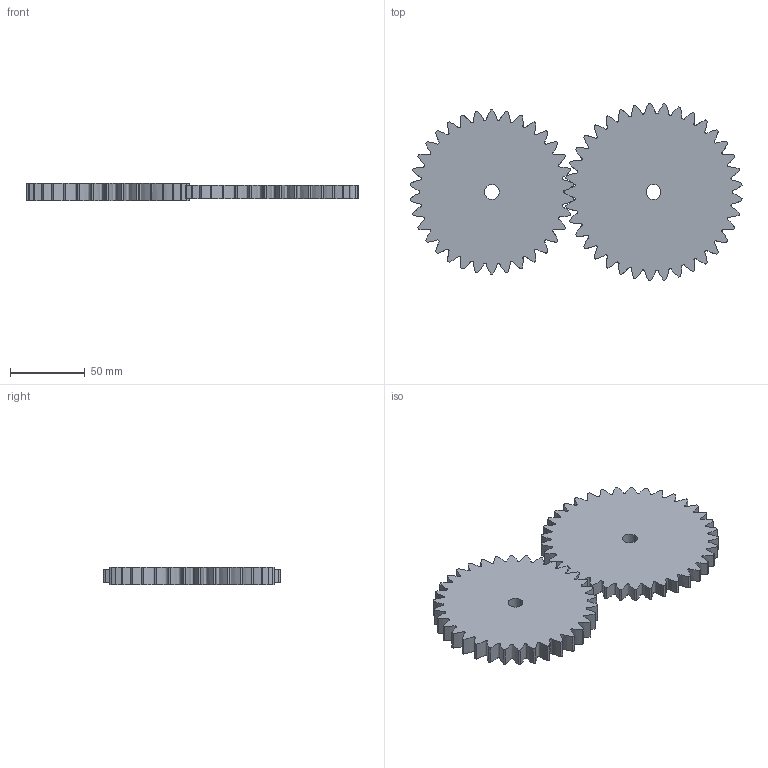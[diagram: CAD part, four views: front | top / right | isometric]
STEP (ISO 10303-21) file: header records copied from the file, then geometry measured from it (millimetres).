
FILE_DESCRIPTION (( 'STEP AP214' ), '1' );
FILE_NAME ('13.STEP', '2025-07-22T13:02:09', ( '' ), ( '' ), 'SwSTEP 2.0', 'SolidWorks 2022', '' );
FILE_SCHEMA (( 'AUTOMOTIVE_DESIGN' ));
Length unit declared in the file: millimetre
Products named in the file (3): SpurGear2_GearTrax; 13; SpurGear1_GearTrax
Assembly tree (2 placements, depth 2):
  13
    SpurGear1_GearTrax
    SpurGear2_GearTrax
Bounding box: 221.7 x 118.45 x 12 mm (x, y, z)
Volume: 172788.3 mm3; surface area: 49963.8 mm2
Topology: 2 solids, 2 shells, 150 faces, 438 edges, 292 vertices
Faces by surface type: cylinder 75, bspline 71, plane 4
Entity records: 20336 total; most frequent: CARTESIAN_POINT 16588, ORIENTED_EDGE 876, DIRECTION 614, EDGE_CURVE 438, VERTEX_POINT 292, AXIS2_PLACEMENT_3D 234, EDGE_LOOP 154, CIRCLE 150
